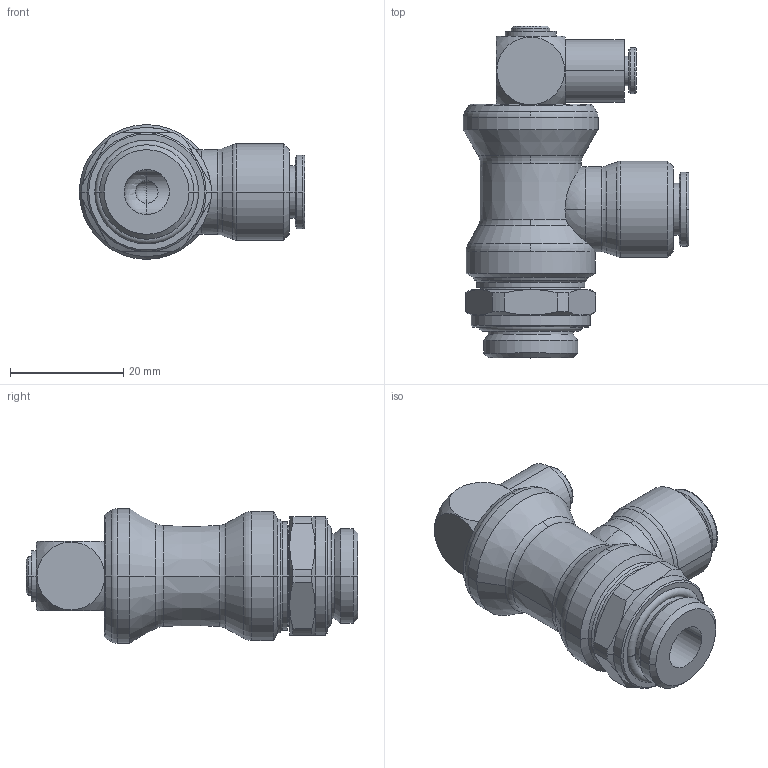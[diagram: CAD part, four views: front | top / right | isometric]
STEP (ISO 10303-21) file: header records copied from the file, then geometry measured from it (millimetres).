
FILE_DESCRIPTION(('STEP AP214'),'1');
FILE_NAME('7880_08_17.stp','2016-07-07T14:58:03',('TraceParts'),('TraceParts S.A.'),'Spatial InterOp 3D',' ',' ');
FILE_SCHEMA(('automotive_design'));
Length unit declared in the file: millimetre
Products named in the file (1): 1
Bounding box: 39.8 x 58.6 x 23.8 mm (x, y, z)
Volume: 17674.9 mm3; surface area: 7815.7 mm2
Topology: 1 solids, 1 shells, 154 faces, 381 edges, 232 vertices
Faces by surface type: cone 52, cylinder 46, plane 24, torus 22, sphere 10
Entity records: 4922 total; most frequent: CARTESIAN_POINT 1212, DIRECTION 873, ORIENTED_EDGE 746, AXIS2_PLACEMENT_3D 391, EDGE_CURVE 373, VERTEX_POINT 232, CIRCLE 232, EDGE_LOOP 167
